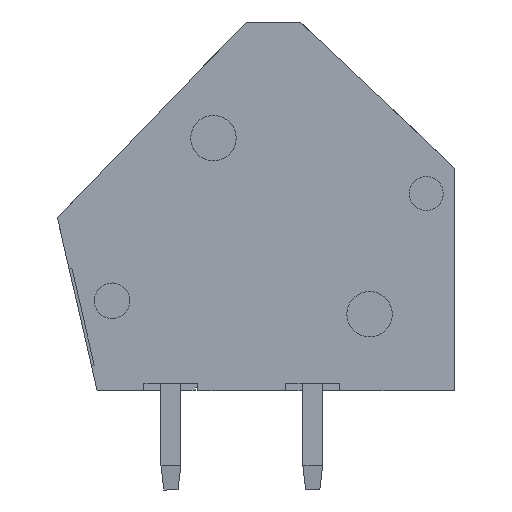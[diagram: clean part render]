
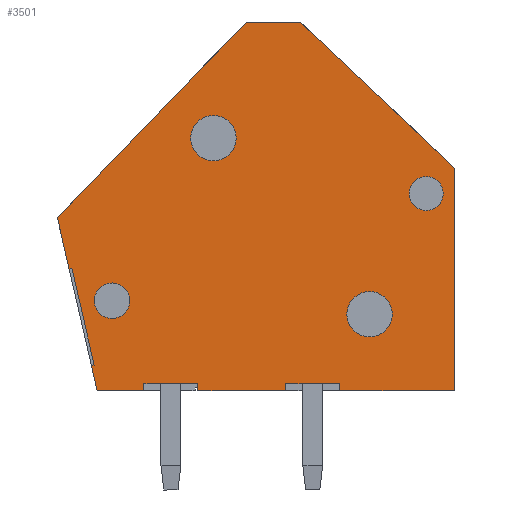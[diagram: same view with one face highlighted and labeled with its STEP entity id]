
A CAD part, left-side view. The second image highlights one B-rep face of the part: STEP entity #3501.
In plain terms, the highlighted planar face has unit normal (-1, 0, 0).
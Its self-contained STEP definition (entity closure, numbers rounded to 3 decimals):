
#129=CIRCLE('',#3748,0.625);
#130=CIRCLE('',#3749,0.8);
#131=CIRCLE('',#3750,0.8);
#132=CIRCLE('',#3751,0.6);
#279=ORIENTED_EDGE('',*,*,#1284,.T.);
#280=ORIENTED_EDGE('',*,*,#1285,.T.);
#281=ORIENTED_EDGE('',*,*,#1286,.T.);
#282=ORIENTED_EDGE('',*,*,#1287,.T.);
#283=ORIENTED_EDGE('',*,*,#1288,.T.);
#284=ORIENTED_EDGE('',*,*,#1289,.T.);
#285=ORIENTED_EDGE('',*,*,#1290,.T.);
#286=ORIENTED_EDGE('',*,*,#1291,.T.);
#287=ORIENTED_EDGE('',*,*,#1292,.T.);
#288=ORIENTED_EDGE('',*,*,#1293,.F.);
#289=ORIENTED_EDGE('',*,*,#1294,.F.);
#290=ORIENTED_EDGE('',*,*,#1295,.F.);
#291=ORIENTED_EDGE('',*,*,#1296,.T.);
#292=ORIENTED_EDGE('',*,*,#1297,.T.);
#293=ORIENTED_EDGE('',*,*,#1298,.T.);
#294=ORIENTED_EDGE('',*,*,#1299,.T.);
#295=ORIENTED_EDGE('',*,*,#1239,.T.);
#296=ORIENTED_EDGE('',*,*,#1300,.T.);
#297=ORIENTED_EDGE('',*,*,#1301,.T.);
#298=ORIENTED_EDGE('',*,*,#1302,.T.);
#299=ORIENTED_EDGE('',*,*,#1303,.T.);
#300=ORIENTED_EDGE('',*,*,#1304,.T.);
#1239=EDGE_CURVE('',#1745,#1746,#2084,.T.);
#1284=EDGE_CURVE('',#1783,#1783,#129,.T.);
#1285=EDGE_CURVE('',#1784,#1784,#130,.T.);
#1286=EDGE_CURVE('',#1785,#1785,#131,.T.);
#1287=EDGE_CURVE('',#1786,#1786,#132,.T.);
#1288=EDGE_CURVE('',#1787,#1788,#2126,.T.);
#1289=EDGE_CURVE('',#1788,#1789,#2127,.T.);
#1290=EDGE_CURVE('',#1789,#1790,#2128,.T.);
#1291=EDGE_CURVE('',#1790,#1791,#2129,.T.);
#1292=EDGE_CURVE('',#1791,#1792,#2130,.T.);
#1293=EDGE_CURVE('',#1793,#1792,#2131,.T.);
#1294=EDGE_CURVE('',#1794,#1793,#2132,.T.);
#1295=EDGE_CURVE('',#1795,#1794,#2133,.T.);
#1296=EDGE_CURVE('',#1795,#1796,#2134,.T.);
#1297=EDGE_CURVE('',#1796,#1797,#2135,.T.);
#1298=EDGE_CURVE('',#1797,#1798,#2136,.T.);
#1299=EDGE_CURVE('',#1798,#1745,#2137,.T.);
#1300=EDGE_CURVE('',#1746,#1799,#2138,.T.);
#1301=EDGE_CURVE('',#1799,#1800,#2139,.T.);
#1302=EDGE_CURVE('',#1800,#1801,#2140,.T.);
#1303=EDGE_CURVE('',#1801,#1802,#2141,.T.);
#1304=EDGE_CURVE('',#1802,#1787,#2142,.T.);
#1745=VERTEX_POINT('',#5051);
#1746=VERTEX_POINT('',#5052);
#1783=VERTEX_POINT('',#5142);
#1784=VERTEX_POINT('',#5144);
#1785=VERTEX_POINT('',#5146);
#1786=VERTEX_POINT('',#5148);
#1787=VERTEX_POINT('',#5150);
#1788=VERTEX_POINT('',#5151);
#1789=VERTEX_POINT('',#5153);
#1790=VERTEX_POINT('',#5155);
#1791=VERTEX_POINT('',#5157);
#1792=VERTEX_POINT('',#5159);
#1793=VERTEX_POINT('',#5161);
#1794=VERTEX_POINT('',#5163);
#1795=VERTEX_POINT('',#5165);
#1796=VERTEX_POINT('',#5167);
#1797=VERTEX_POINT('',#5169);
#1798=VERTEX_POINT('',#5171);
#1799=VERTEX_POINT('',#5174);
#1800=VERTEX_POINT('',#5176);
#1801=VERTEX_POINT('',#5178);
#1802=VERTEX_POINT('',#5180);
#2084=LINE('',#5050,#2493);
#2126=LINE('',#5149,#2535);
#2127=LINE('',#5152,#2536);
#2128=LINE('',#5154,#2537);
#2129=LINE('',#5156,#2538);
#2130=LINE('',#5158,#2539);
#2131=LINE('',#5160,#2540);
#2132=LINE('',#5162,#2541);
#2133=LINE('',#5164,#2542);
#2134=LINE('',#5166,#2543);
#2135=LINE('',#5168,#2544);
#2136=LINE('',#5170,#2545);
#2137=LINE('',#5172,#2546);
#2138=LINE('',#5173,#2547);
#2139=LINE('',#5175,#2548);
#2140=LINE('',#5177,#2549);
#2141=LINE('',#5179,#2550);
#2142=LINE('',#5181,#2551);
#2493=VECTOR('',#4044,1000.);
#2535=VECTOR('',#4116,1000.);
#2536=VECTOR('',#4117,1000.);
#2537=VECTOR('',#4118,1000.);
#2538=VECTOR('',#4119,1000.);
#2539=VECTOR('',#4120,1000.);
#2540=VECTOR('',#4121,1000.);
#2541=VECTOR('',#4122,1000.);
#2542=VECTOR('',#4123,1000.);
#2543=VECTOR('',#4124,1000.);
#2544=VECTOR('',#4125,1000.);
#2545=VECTOR('',#4126,1000.);
#2546=VECTOR('',#4127,1000.);
#2547=VECTOR('',#4128,1000.);
#2548=VECTOR('',#4129,1000.);
#2549=VECTOR('',#4130,1000.);
#2550=VECTOR('',#4131,1000.);
#2551=VECTOR('',#4132,1000.);
#2906=EDGE_LOOP('',(#279));
#2907=EDGE_LOOP('',(#280));
#2908=EDGE_LOOP('',(#281));
#2909=EDGE_LOOP('',(#282));
#2910=EDGE_LOOP('',(#283,#284,#285,#286,#287,#288,#289,#290,#291,#292,#293,
#294,#295,#296,#297,#298,#299,#300));
#3133=FACE_BOUND('',#2906,.T.);
#3134=FACE_BOUND('',#2907,.T.);
#3135=FACE_BOUND('',#2908,.T.);
#3136=FACE_BOUND('',#2909,.T.);
#3137=FACE_BOUND('',#2910,.T.);
#3356=PLANE('',#3747);
#3501=ADVANCED_FACE('',(#3133,#3134,#3135,#3136,#3137),#3356,.T.);
#3747=AXIS2_PLACEMENT_3D('',#5140,#4106,#4107);
#3748=AXIS2_PLACEMENT_3D('',#5141,#4108,#4109);
#3749=AXIS2_PLACEMENT_3D('',#5143,#4110,#4111);
#3750=AXIS2_PLACEMENT_3D('',#5145,#4112,#4113);
#3751=AXIS2_PLACEMENT_3D('',#5147,#4114,#4115);
#4044=DIRECTION('',(0.,0.693,-0.72));
#4106=DIRECTION('',(-1.,0.,0.));
#4107=DIRECTION('',(0.,0.,1.));
#4108=DIRECTION('',(1.,0.,0.));
#4109=DIRECTION('',(0.,-1.,0.));
#4110=DIRECTION('',(1.,0.,0.));
#4111=DIRECTION('',(0.,-1.,0.));
#4112=DIRECTION('',(1.,0.,0.));
#4113=DIRECTION('',(0.,-1.,0.));
#4114=DIRECTION('',(1.,0.,0.));
#4115=DIRECTION('',(0.,-1.,0.));
#4116=DIRECTION('',(0.,-1.,0.));
#4117=DIRECTION('',(0.,0.,1.));
#4118=DIRECTION('',(0.,-1.,0.));
#4119=DIRECTION('',(0.,0.,-1.));
#4120=DIRECTION('',(0.,-1.,0.));
#4121=DIRECTION('',(0.,0.,-1.));
#4122=DIRECTION('',(0.,1.,0.));
#4123=DIRECTION('',(0.,0.,1.));
#4124=DIRECTION('',(0.,-1.,0.));
#4125=DIRECTION('',(0.,0.,1.));
#4126=DIRECTION('',(0.,0.727,0.687));
#4127=DIRECTION('',(0.,1.,0.));
#4128=DIRECTION('',(0.,-0.224,-0.975));
#4129=DIRECTION('',(0.,-0.975,0.224));
#4130=DIRECTION('',(0.,-0.224,-0.975));
#4131=DIRECTION('',(0.,0.975,-0.224));
#4132=DIRECTION('',(0.,-0.224,-0.975));
#5050=CARTESIAN_POINT('',(-2.5,1.05,9.075));
#5051=CARTESIAN_POINT('',(-2.5,1.05,9.075));
#5052=CARTESIAN_POINT('',(-2.5,7.7,2.166));
#5140=CARTESIAN_POINT('',(-2.5,0.,0.));
#5141=CARTESIAN_POINT('',(-2.5,5.775,-0.75));
#5142=CARTESIAN_POINT('',(-2.5,5.15,-0.75));
#5143=CARTESIAN_POINT('',(-2.5,2.2,4.981));
#5144=CARTESIAN_POINT('',(-2.5,1.4,4.981));
#5145=CARTESIAN_POINT('',(-2.5,-3.304,-1.23));
#5146=CARTESIAN_POINT('',(-2.5,-4.104,-1.23));
#5147=CARTESIAN_POINT('',(-2.5,-5.3,3.025));
#5148=CARTESIAN_POINT('',(-2.5,-5.9,3.025));
#5149=CARTESIAN_POINT('',(-2.5,6.3,-3.925));
#5150=CARTESIAN_POINT('',(-2.5,6.3,-3.925));
#5151=CARTESIAN_POINT('',(-2.5,4.65,-3.925));
#5152=CARTESIAN_POINT('',(-2.5,4.65,0.));
#5153=CARTESIAN_POINT('',(-2.5,4.65,-3.675));
#5154=CARTESIAN_POINT('',(-2.5,0.,-3.675));
#5155=CARTESIAN_POINT('',(-2.5,2.75,-3.675));
#5156=CARTESIAN_POINT('',(-2.5,2.75,0.));
#5157=CARTESIAN_POINT('',(-2.5,2.75,-3.925));
#5158=CARTESIAN_POINT('',(-2.5,6.3,-3.925));
#5159=CARTESIAN_POINT('',(-2.5,-0.35,-3.925));
#5160=CARTESIAN_POINT('',(-2.5,-0.35,0.));
#5161=CARTESIAN_POINT('',(-2.5,-0.35,-3.675));
#5162=CARTESIAN_POINT('',(-2.5,0.,-3.675));
#5163=CARTESIAN_POINT('',(-2.5,-2.25,-3.675));
#5164=CARTESIAN_POINT('',(-2.5,-2.25,0.));
#5165=CARTESIAN_POINT('',(-2.5,-2.25,-3.925));
#5166=CARTESIAN_POINT('',(-2.5,6.3,-3.925));
#5167=CARTESIAN_POINT('',(-2.5,-6.3,-3.925));
#5168=CARTESIAN_POINT('',(-2.5,-6.3,-3.925));
#5169=CARTESIAN_POINT('',(-2.5,-6.3,3.925));
#5170=CARTESIAN_POINT('',(-2.5,-6.3,3.925));
#5171=CARTESIAN_POINT('',(-2.5,-0.85,9.075));
#5172=CARTESIAN_POINT('',(-2.5,-0.85,9.075));
#5173=CARTESIAN_POINT('',(-2.5,7.7,2.166));
#5174=CARTESIAN_POINT('',(-2.5,7.286,0.363));
#5175=CARTESIAN_POINT('',(-2.5,7.286,0.363));
#5176=CARTESIAN_POINT('',(-2.5,7.188,0.386));
#5177=CARTESIAN_POINT('',(-2.5,7.188,0.386));
#5178=CARTESIAN_POINT('',(-2.5,6.404,-3.025));
#5179=CARTESIAN_POINT('',(-2.5,6.404,-3.025));
#5180=CARTESIAN_POINT('',(-2.5,6.502,-3.048));
#5181=CARTESIAN_POINT('',(-2.5,6.502,-3.048));
